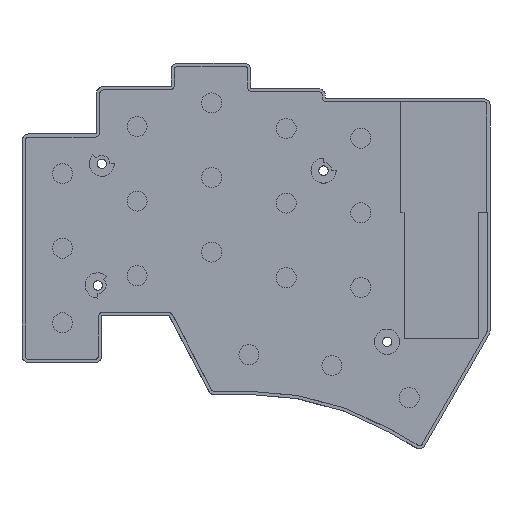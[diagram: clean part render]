
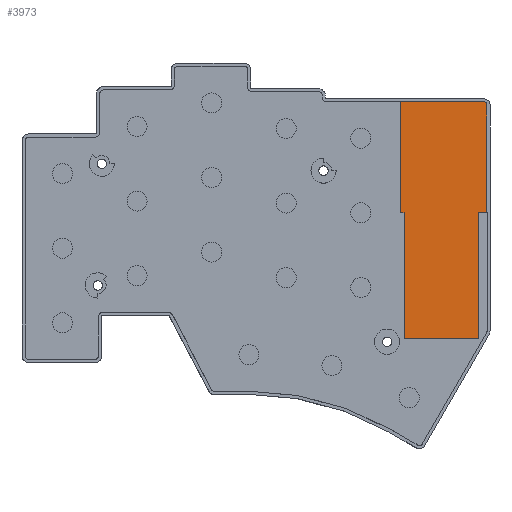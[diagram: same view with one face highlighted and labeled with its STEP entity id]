
A CAD part, top view. The second image highlights one B-rep face of the part: STEP entity #3973.
In plain terms, the highlighted planar face has unit normal (0, 0, 1).
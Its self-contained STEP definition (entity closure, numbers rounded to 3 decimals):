
#21=ELLIPSE('',#4127,0.8,0.8);
#474=FACE_OUTER_BOUND('',#701,.T.);
#701=EDGE_LOOP('',(#3375,#3376,#3377,#3378,#3379,#3380,#3381,#3382,#3383,
#3384));
#764=LINE('',#5564,#1170);
#878=LINE('',#5912,#1284);
#1126=LINE('',#6595,#1532);
#1129=LINE('',#6601,#1535);
#1133=LINE('',#6607,#1539);
#1135=LINE('',#6612,#1541);
#1138=LINE('',#6618,#1544);
#1141=LINE('',#6622,#1547);
#1142=LINE('',#6624,#1548);
#1170=VECTOR('',#4398,10.);
#1284=VECTOR('',#4732,10.);
#1532=VECTOR('',#5422,10.);
#1535=VECTOR('',#5427,10.);
#1539=VECTOR('',#5433,10.);
#1541=VECTOR('',#5437,10.);
#1544=VECTOR('',#5442,10.);
#1547=VECTOR('',#5447,10.);
#1548=VECTOR('',#5450,10.);
#1576=VERTEX_POINT('',#5562);
#1577=VERTEX_POINT('',#5563);
#1700=VERTEX_POINT('',#5909);
#1701=VERTEX_POINT('',#5911);
#1703=VERTEX_POINT('',#5917);
#1914=VERTEX_POINT('',#6592);
#1915=VERTEX_POINT('',#6594);
#1917=VERTEX_POINT('',#6600);
#1920=VERTEX_POINT('',#6611);
#1922=VERTEX_POINT('',#6617);
#1942=EDGE_CURVE('',#1576,#1577,#764,.T.);
#2116=EDGE_CURVE('',#1700,#1701,#878,.T.);
#2120=EDGE_CURVE('',#1703,#1700,#21,.T.);
#2444=EDGE_CURVE('',#1914,#1915,#1126,.T.);
#2447=EDGE_CURVE('',#1701,#1917,#1129,.T.);
#2451=EDGE_CURVE('',#1915,#1576,#1133,.T.);
#2453=EDGE_CURVE('',#1917,#1920,#1135,.T.);
#2456=EDGE_CURVE('',#1920,#1922,#1138,.T.);
#2459=EDGE_CURVE('',#1922,#1914,#1141,.T.);
#2460=EDGE_CURVE('',#1577,#1703,#1142,.T.);
#3375=ORIENTED_EDGE('',*,*,#2459,.F.);
#3376=ORIENTED_EDGE('',*,*,#2456,.F.);
#3377=ORIENTED_EDGE('',*,*,#2453,.F.);
#3378=ORIENTED_EDGE('',*,*,#2447,.F.);
#3379=ORIENTED_EDGE('',*,*,#2116,.F.);
#3380=ORIENTED_EDGE('',*,*,#2120,.F.);
#3381=ORIENTED_EDGE('',*,*,#2460,.F.);
#3382=ORIENTED_EDGE('',*,*,#1942,.F.);
#3383=ORIENTED_EDGE('',*,*,#2451,.F.);
#3384=ORIENTED_EDGE('',*,*,#2444,.F.);
#3760=PLANE('',#4352);
#3973=ADVANCED_FACE('',(#474),#3760,.F.);
#4127=AXIS2_PLACEMENT_3D('',#5919,#4738,#4739);
#4352=AXIS2_PLACEMENT_3D('',#6623,#5448,#5449);
#4398=DIRECTION('',(1.,0.,0.));
#4732=DIRECTION('',(0.,-1.,0.));
#4738=DIRECTION('center_axis',(0.,0.,-1.));
#4739=DIRECTION('ref_axis',(-1.,0.,0.));
#5422=DIRECTION('',(-1.,0.,0.));
#5427=DIRECTION('',(-1.,0.,0.));
#5433=DIRECTION('',(0.,1.,0.));
#5437=DIRECTION('',(0.,-1.,0.));
#5442=DIRECTION('',(-1.,0.,0.));
#5447=DIRECTION('',(0.,1.,0.));
#5448=DIRECTION('center_axis',(0.,0.,-1.));
#5449=DIRECTION('ref_axis',(-1.,0.,0.));
#5450=DIRECTION('',(1.,0.,0.));
#5562=CARTESIAN_POINT('',(98.602,32.712,-6.8));
#5563=CARTESIAN_POINT('',(114.487,32.712,-6.8));
#5564=CARTESIAN_POINT('',(114.773,32.712,-6.8));
#5909=CARTESIAN_POINT('',(120.708,31.912,-6.8));
#5911=CARTESIAN_POINT('',(120.708,4.412,-6.8));
#5912=CARTESIAN_POINT('',(120.708,-3.543,-6.8));
#5917=CARTESIAN_POINT('',(119.907,32.712,-6.8));
#5919=CARTESIAN_POINT('Origin',(119.907,31.912,-6.8));
#6592=CARTESIAN_POINT('',(99.602,4.412,-6.8));
#6594=CARTESIAN_POINT('',(98.602,4.412,-6.8));
#6595=CARTESIAN_POINT('',(99.602,4.412,-6.8));
#6600=CARTESIAN_POINT('',(118.602,4.412,-6.8));
#6601=CARTESIAN_POINT('',(99.602,4.412,-6.8));
#6607=CARTESIAN_POINT('',(98.602,4.412,-6.8));
#6611=CARTESIAN_POINT('',(118.602,-27.588,-6.8));
#6612=CARTESIAN_POINT('',(118.602,4.412,-6.8));
#6617=CARTESIAN_POINT('',(99.602,-27.588,-6.8));
#6618=CARTESIAN_POINT('',(118.602,-27.588,-6.8));
#6622=CARTESIAN_POINT('',(99.602,-27.588,-6.8));
#6623=CARTESIAN_POINT('Origin',(109.102,-11.588,-6.8));
#6624=CARTESIAN_POINT('',(114.773,32.712,-6.8));
